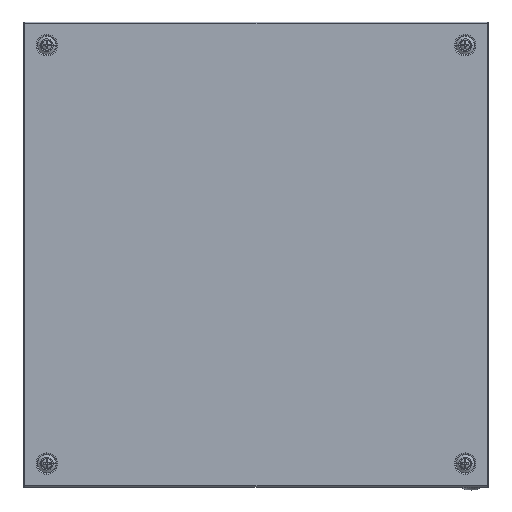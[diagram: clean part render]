
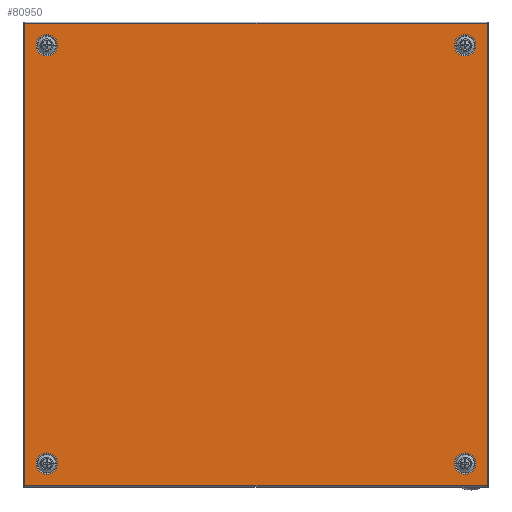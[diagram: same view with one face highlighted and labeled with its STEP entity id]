
A CAD part, top view. The second image highlights one B-rep face of the part: STEP entity #80950.
In plain terms, the highlighted face is planar.
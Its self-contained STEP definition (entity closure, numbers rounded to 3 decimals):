
#7024 = VERTEX_POINT ( 'NONE', #25936 ) ;
#7034 = VERTEX_POINT ( 'NONE', #25956 ) ;
#7055 = VERTEX_POINT ( 'NONE', #25998 ) ;
#7056 = VERTEX_POINT ( 'NONE', #26000 ) ;
#7072 = VERTEX_POINT ( 'NONE', #26032 ) ;
#7073 = VERTEX_POINT ( 'NONE', #26034 ) ;
#7091 = VERTEX_POINT ( 'NONE', #26070 ) ;
#7092 = VERTEX_POINT ( 'NONE', #26072 ) ;
#7105 = VERTEX_POINT ( 'NONE', #26098 ) ;
#7106 = VERTEX_POINT ( 'NONE', #26100 ) ;
#7108 = VERTEX_POINT ( 'NONE', #26104 ) ;
#7109 = VERTEX_POINT ( 'NONE', #26106 ) ;
#12140 = CIRCLE ( 'NONE', #12143, 9.208 ) ;
#12143 = AXIS2_PLACEMENT_3D ( 'NONE', #85626, #85627, #85628 ) ;
#12184 = CIRCLE ( 'NONE', #12189, 9.208 ) ;
#12189 = AXIS2_PLACEMENT_3D ( 'NONE', #85704, #85705, #85706 ) ;
#12230 = CIRCLE ( 'NONE', #12235, 9.208 ) ;
#12235 = AXIS2_PLACEMENT_3D ( 'NONE', #85782, #85783, #85784 ) ;
#12278 = CIRCLE ( 'NONE', #12281, 9.208 ) ;
#12281 = AXIS2_PLACEMENT_3D ( 'NONE', #85860, #85861, #85862 ) ;
#12308 = VECTOR ( 'NONE', #85929, 1000. ) ;
#12314 = CIRCLE ( 'NONE', #12317, 9.208 ) ;
#12316 = CIRCLE ( 'NONE', #12319, 9.208 ) ;
#12317 = AXIS2_PLACEMENT_3D ( 'NONE', #85920, #85921, #85922 ) ;
#12318 = VECTOR ( 'NONE', #85927, 1000. ) ;
#12319 = AXIS2_PLACEMENT_3D ( 'NONE', #85924, #85925, #85926 ) ;
#12321 = VECTOR ( 'NONE', #85932, 1000. ) ;
#12322 = VECTOR ( 'NONE', #85935, 1000. ) ;
#12323 = CIRCLE ( 'NONE', #12325, 9.208 ) ;
#12324 = CIRCLE ( 'NONE', #12327, 9.208 ) ;
#12325 = AXIS2_PLACEMENT_3D ( 'NONE', #85936, #85937, #85938 ) ;
#12327 = AXIS2_PLACEMENT_3D ( 'NONE', #85939, #85940, #85941 ) ;
#25936 = CARTESIAN_POINT ( 'NONE',  ( -170.792, -180., 0. ) ) ;
#25956 = CARTESIAN_POINT ( 'NONE',  ( -189.208, -180., 0. ) ) ;
#25998 = CARTESIAN_POINT ( 'NONE',  ( 170.792, -180., 0. ) ) ;
#26000 = CARTESIAN_POINT ( 'NONE',  ( 189.208, -180., 0. ) ) ;
#26032 = CARTESIAN_POINT ( 'NONE',  ( -170.792, 180., 0. ) ) ;
#26034 = CARTESIAN_POINT ( 'NONE',  ( -189.208, 180., 0. ) ) ;
#26070 = CARTESIAN_POINT ( 'NONE',  ( 189.208, 180., 0. ) ) ;
#26072 = CARTESIAN_POINT ( 'NONE',  ( 170.792, 180., 0. ) ) ;
#26098 = CARTESIAN_POINT ( 'NONE',  ( 198.9, 198.9, 0. ) ) ;
#26100 = CARTESIAN_POINT ( 'NONE',  ( 198.9, -198.9, 0. ) ) ;
#26104 = CARTESIAN_POINT ( 'NONE',  ( -198.9, -198.9, 0. ) ) ;
#26106 = CARTESIAN_POINT ( 'NONE',  ( -198.9, 198.9, 0. ) ) ;
#36052 = EDGE_LOOP ( 'NONE', ( #84347, #84349 ) ) ;
#36053 = EDGE_LOOP ( 'NONE', ( #84327, #84329 ) ) ;
#36104 = EDGE_LOOP ( 'NONE', ( #84335, #84337, #84339, #84341 ) ) ;
#44552 = EDGE_LOOP ( 'NONE', ( #84331, #84333 ) ) ;
#44556 = EDGE_LOOP ( 'NONE', ( #84343, #84345 ) ) ;
#79315 = EDGE_CURVE ( 'NONE', #7034, #7024, #12140, .T. ) ;
#79376 = EDGE_CURVE ( 'NONE', #7055, #7056, #12184, .T. ) ;
#79437 = EDGE_CURVE ( 'NONE', #7072, #7073, #12230, .T. ) ;
#79497 = EDGE_CURVE ( 'NONE', #7091, #7092, #12278, .T. ) ;
#79544 = EDGE_CURVE ( 'NONE', #7056, #7055, #12314, .T. ) ;
#79546 = EDGE_CURVE ( 'NONE', #7092, #7091, #12316, .T. ) ;
#79549 = EDGE_CURVE ( 'NONE', #7105, #7106, #85918, .T. ) ;
#79551 = EDGE_CURVE ( 'NONE', #7106, #7108, #85923, .T. ) ;
#79553 = EDGE_CURVE ( 'NONE', #7108, #7109, #85930, .T. ) ;
#79556 = EDGE_CURVE ( 'NONE', #7109, #7105, #85933, .T. ) ;
#79558 = EDGE_CURVE ( 'NONE', #7073, #7072, #12323, .T. ) ;
#79560 = EDGE_CURVE ( 'NONE', #7024, #7034, #12324, .T. ) ;
#80950 = ADVANCED_FACE ( 'NONE', ( #99850, #99860, #99866, #99872, #99856 ), #99847, .F. ) ;
#84327 = ORIENTED_EDGE ( 'NONE', *, *, #79544, .F. ) ;
#84329 = ORIENTED_EDGE ( 'NONE', *, *, #79376, .F. ) ;
#84331 = ORIENTED_EDGE ( 'NONE', *, *, #79497, .T. ) ;
#84333 = ORIENTED_EDGE ( 'NONE', *, *, #79546, .T. ) ;
#84335 = ORIENTED_EDGE ( 'NONE', *, *, #79549, .T. ) ;
#84337 = ORIENTED_EDGE ( 'NONE', *, *, #79551, .T. ) ;
#84339 = ORIENTED_EDGE ( 'NONE', *, *, #79553, .T. ) ;
#84341 = ORIENTED_EDGE ( 'NONE', *, *, #79556, .T. ) ;
#84343 = ORIENTED_EDGE ( 'NONE', *, *, #79558, .F. ) ;
#84345 = ORIENTED_EDGE ( 'NONE', *, *, #79437, .F. ) ;
#84347 = ORIENTED_EDGE ( 'NONE', *, *, #79315, .T. ) ;
#84349 = ORIENTED_EDGE ( 'NONE', *, *, #79560, .T. ) ;
#85626 = CARTESIAN_POINT ( 'NONE',  ( -180., -180., 0. ) ) ;
#85627 = DIRECTION ( 'NONE',  ( 0., 0., 1. ) ) ;
#85628 = DIRECTION ( 'NONE',  ( -1., 0., 0. ) ) ;
#85704 = CARTESIAN_POINT ( 'NONE',  ( 180., -180., 0. ) ) ;
#85705 = DIRECTION ( 'NONE',  ( 0., 0., -1. ) ) ;
#85706 = DIRECTION ( 'NONE',  ( 1., 0., 0. ) ) ;
#85782 = CARTESIAN_POINT ( 'NONE',  ( -180., 180., 0. ) ) ;
#85783 = DIRECTION ( 'NONE',  ( 0., 0., -1. ) ) ;
#85784 = DIRECTION ( 'NONE',  ( -1., 0., 0. ) ) ;
#85860 = CARTESIAN_POINT ( 'NONE',  ( 180., 180., 0. ) ) ;
#85861 = DIRECTION ( 'NONE',  ( 0., 0., 1. ) ) ;
#85862 = DIRECTION ( 'NONE',  ( 1., 0., 0. ) ) ;
#85918 = LINE ( 'NONE', #85919, #12318 ) ;
#85919 = CARTESIAN_POINT ( 'NONE',  ( 198.9, 198.9, 0. ) ) ;
#85920 = CARTESIAN_POINT ( 'NONE',  ( 180., -180., 0. ) ) ;
#85921 = DIRECTION ( 'NONE',  ( 0., 0., -1. ) ) ;
#85922 = DIRECTION ( 'NONE',  ( 1., 0., 0. ) ) ;
#85923 = LINE ( 'NONE', #85928, #12308 ) ;
#85924 = CARTESIAN_POINT ( 'NONE',  ( 180., 180., 0. ) ) ;
#85925 = DIRECTION ( 'NONE',  ( 0., 0., 1. ) ) ;
#85926 = DIRECTION ( 'NONE',  ( 1., 0., 0. ) ) ;
#85927 = DIRECTION ( 'NONE',  ( 0., -1., 0. ) ) ;
#85928 = CARTESIAN_POINT ( 'NONE',  ( 199., -198.9, 0. ) ) ;
#85929 = DIRECTION ( 'NONE',  ( -1., 0., 0. ) ) ;
#85930 = LINE ( 'NONE', #85931, #12321 ) ;
#85931 = CARTESIAN_POINT ( 'NONE',  ( -198.9, -198.9, 0. ) ) ;
#85932 = DIRECTION ( 'NONE',  ( 0., 1., 0. ) ) ;
#85933 = LINE ( 'NONE', #85934, #12322 ) ;
#85934 = CARTESIAN_POINT ( 'NONE',  ( -199., 198.9, 0. ) ) ;
#85935 = DIRECTION ( 'NONE',  ( 1., 0., 0. ) ) ;
#85936 = CARTESIAN_POINT ( 'NONE',  ( -180., 180., 0. ) ) ;
#85937 = DIRECTION ( 'NONE',  ( 0., 0., -1. ) ) ;
#85938 = DIRECTION ( 'NONE',  ( -1., 0., 0. ) ) ;
#85939 = CARTESIAN_POINT ( 'NONE',  ( -180., -180., 0. ) ) ;
#85940 = DIRECTION ( 'NONE',  ( 0., 0., 1. ) ) ;
#85941 = DIRECTION ( 'NONE',  ( -1., 0., 0. ) ) ;
#88332 = AXIS2_PLACEMENT_3D ( 'NONE', #99863, #99877, #99880 ) ;
#99847 = PLANE ( 'NONE',  #88332 ) ;
#99850 = FACE_BOUND ( 'NONE', #36053, .T. ) ;
#99856 = FACE_BOUND ( 'NONE', #36052, .T. ) ;
#99860 = FACE_BOUND ( 'NONE', #44552, .T. ) ;
#99863 = CARTESIAN_POINT ( 'NONE',  ( -199., -199., 0. ) ) ;
#99866 = FACE_OUTER_BOUND ( 'NONE', #36104, .T. ) ;
#99872 = FACE_BOUND ( 'NONE', #44556, .T. ) ;
#99877 = DIRECTION ( 'NONE',  ( 0., 0., 1. ) ) ;
#99880 = DIRECTION ( 'NONE',  ( 1., 0., 0. ) ) ;
